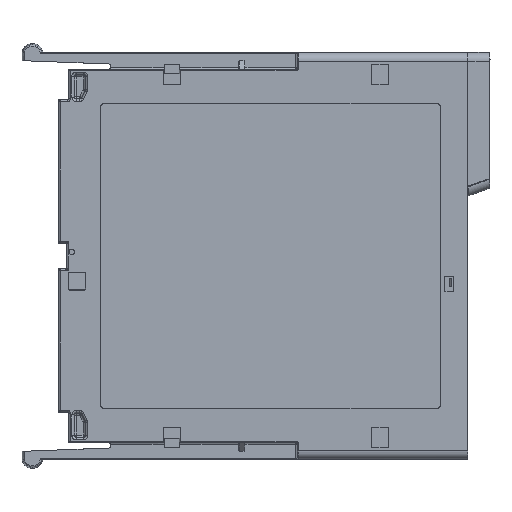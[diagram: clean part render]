
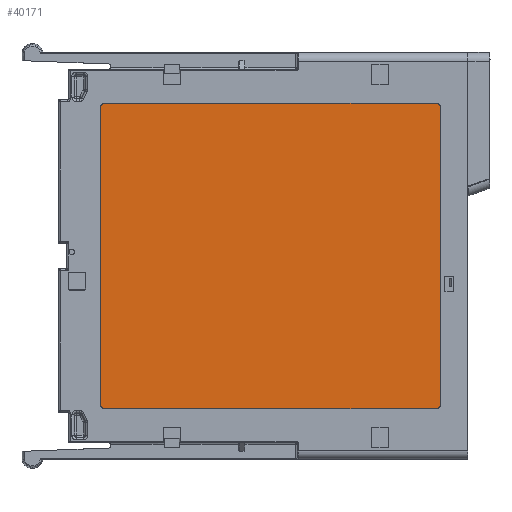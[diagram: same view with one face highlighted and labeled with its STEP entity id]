
A CAD part, front view. The second image highlights one B-rep face of the part: STEP entity #40171.
In plain terms, the highlighted planar face has unit normal (0, -1, 0).
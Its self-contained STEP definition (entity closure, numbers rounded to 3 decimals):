
#12040=CARTESIAN_POINT('',(-37.25,0.15,35.));
#12041=DIRECTION('',(0.,-1.,0.));
#12042=DIRECTION('',(0.,0.,1.));
#12043=AXIS2_PLACEMENT_3D('',#12040,#12041,#12042);
#12045=DIRECTION('',(-1.,0.,0.));
#12046=VECTOR('',#12045,78.);
#12047=CARTESIAN_POINT('',(40.75,0.15,36.));
#12048=LINE('',#12047,#12046);
#12049=CARTESIAN_POINT('',(40.75,0.15,35.));
#12050=DIRECTION('',(0.,-1.,0.));
#12051=DIRECTION('',(1.,0.,0.));
#12052=AXIS2_PLACEMENT_3D('',#12049,#12050,#12051);
#12054=DIRECTION('',(0.,0.,1.));
#12055=VECTOR('',#12054,70.);
#12056=CARTESIAN_POINT('',(41.75,0.15,-35.));
#12057=LINE('',#12056,#12055);
#12058=CARTESIAN_POINT('',(40.75,0.15,-35.));
#12059=DIRECTION('',(0.,-1.,0.));
#12060=DIRECTION('',(0.,0.,-1.));
#12061=AXIS2_PLACEMENT_3D('',#12058,#12059,#12060);
#12063=DIRECTION('',(1.,0.,0.));
#12064=VECTOR('',#12063,78.);
#12065=CARTESIAN_POINT('',(-37.25,0.15,-36.));
#12066=LINE('',#12065,#12064);
#12067=CARTESIAN_POINT('',(-37.25,0.15,-35.));
#12068=DIRECTION('',(0.,-1.,0.));
#12069=DIRECTION('',(-1.,0.,0.));
#12070=AXIS2_PLACEMENT_3D('',#12067,#12068,#12069);
#12072=DIRECTION('',(0.,0.,-1.));
#12073=VECTOR('',#12072,70.);
#12074=CARTESIAN_POINT('',(-38.25,0.15,35.));
#12075=LINE('',#12074,#12073);
#12211=CARTESIAN_POINT('',(-37.25,0.15,36.));
#12212=CARTESIAN_POINT('',(-38.25,0.15,35.));
#12213=VERTEX_POINT('',#12211);
#12214=VERTEX_POINT('',#12212);
#12219=CARTESIAN_POINT('',(-38.25,0.15,-35.));
#12220=CARTESIAN_POINT('',(-37.25,0.15,-36.));
#12221=VERTEX_POINT('',#12219);
#12222=VERTEX_POINT('',#12220);
#12227=CARTESIAN_POINT('',(40.75,0.15,-36.));
#12228=CARTESIAN_POINT('',(41.75,0.15,-35.));
#12229=VERTEX_POINT('',#12227);
#12230=VERTEX_POINT('',#12228);
#12235=CARTESIAN_POINT('',(41.75,0.15,35.));
#12236=CARTESIAN_POINT('',(40.75,0.15,36.));
#12237=VERTEX_POINT('',#12235);
#12238=VERTEX_POINT('',#12236);
#40150=CARTESIAN_POINT('',(0.,0.15,0.));
#40151=DIRECTION('',(0.,-1.,0.));
#40152=DIRECTION('',(1.,0.,0.));
#40153=AXIS2_PLACEMENT_3D('',#40150,#40151,#40152);
#40154=PLANE('',#40153);
#40155=ORIENTED_EDGE('',*,*,#40134,.F.);
#40157=ORIENTED_EDGE('',*,*,#40156,.F.);
#40159=ORIENTED_EDGE('',*,*,#40158,.F.);
#40161=ORIENTED_EDGE('',*,*,#40160,.F.);
#40163=ORIENTED_EDGE('',*,*,#40162,.F.);
#40165=ORIENTED_EDGE('',*,*,#40164,.F.);
#40167=ORIENTED_EDGE('',*,*,#40166,.F.);
#40168=ORIENTED_EDGE('',*,*,#40114,.F.);
#40169=EDGE_LOOP('',(#40155,#40157,#40159,#40161,#40163,#40165,#40167,#40168));
#40170=FACE_OUTER_BOUND('',#40169,.F.);
#40171=ADVANCED_FACE('',(#40170),#40154,.T.);
#12044=CIRCLE('',#12043,1.);
#12053=CIRCLE('',#12052,1.);
#12062=CIRCLE('',#12061,1.);
#12071=CIRCLE('',#12070,1.);
#40114=EDGE_CURVE('',#12214,#12221,#12075,.T.);
#40134=EDGE_CURVE('',#12213,#12214,#12044,.T.);
#40156=EDGE_CURVE('',#12238,#12213,#12048,.T.);
#40158=EDGE_CURVE('',#12237,#12238,#12053,.T.);
#40160=EDGE_CURVE('',#12230,#12237,#12057,.T.);
#40162=EDGE_CURVE('',#12229,#12230,#12062,.T.);
#40164=EDGE_CURVE('',#12222,#12229,#12066,.T.);
#40166=EDGE_CURVE('',#12221,#12222,#12071,.T.);
